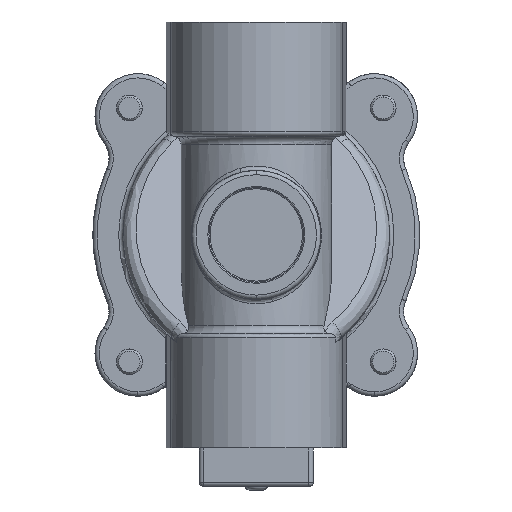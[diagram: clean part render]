
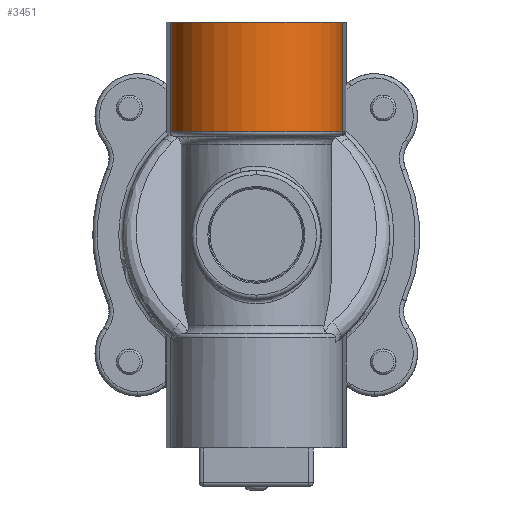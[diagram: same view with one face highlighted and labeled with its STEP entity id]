
A CAD part, front view. The second image highlights one B-rep face of the part: STEP entity #3451.
In plain terms, the highlighted cylindrical face has radius 20 mm (diameter 40 mm), a partial arc.
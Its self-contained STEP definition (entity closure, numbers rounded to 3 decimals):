
#297 = VECTOR ( 'NONE', #14142, 1000. ) ;
#989 = DIRECTION ( 'NONE',  ( -1., 0., 0. ) ) ;
#1023 = DIRECTION ( 'NONE',  ( -1., 0., 0. ) ) ;
#1112 = LINE ( 'NONE', #9136, #297 ) ;
#1172 = VERTEX_POINT ( 'NONE', #3036 ) ;
#2596 = AXIS2_PLACEMENT_3D ( 'NONE', #14729, #12206, #1023 ) ;
#2668 = EDGE_CURVE ( 'NONE', #3128, #5511, #1112, .T. ) ;
#2832 = CARTESIAN_POINT ( 'NONE',  ( -19.985, -0.787, 23.958 ) ) ;
#3036 = CARTESIAN_POINT ( 'NONE',  ( -19.985, -0.787, 49.5 ) ) ;
#3128 = VERTEX_POINT ( 'NONE', #8957 ) ;
#3451 = ADVANCED_FACE ( 'NONE', ( #7874 ), #10797, .T. ) ;
#4289 = DIRECTION ( 'NONE',  ( 0., 0., 1. ) ) ;
#4348 = LINE ( 'NONE', #15341, #4731 ) ;
#4428 = ORIENTED_EDGE ( 'NONE', *, *, #11175, .T. ) ;
#4731 = VECTOR ( 'NONE', #7869, 1000. ) ;
#5511 = VERTEX_POINT ( 'NONE', #10723 ) ;
#5999 = AXIS2_PLACEMENT_3D ( 'NONE', #15900, #8438, #989 ) ;
#7869 = DIRECTION ( 'NONE',  ( 0., 0., -1. ) ) ;
#7874 = FACE_OUTER_BOUND ( 'NONE', #8587, .T. ) ;
#8438 = DIRECTION ( 'NONE',  ( 0., 0., 1. ) ) ;
#8587 = EDGE_LOOP ( 'NONE', ( #14733, #4428, #15409, #13485 ) ) ;
#8957 = CARTESIAN_POINT ( 'NONE',  ( 19.985, -0.787, 49.5 ) ) ;
#9040 = AXIS2_PLACEMENT_3D ( 'NONE', #11731, #4289, #12978 ) ;
#9136 = CARTESIAN_POINT ( 'NONE',  ( 19.985, -0.787, 49.5 ) ) ;
#9671 = VERTEX_POINT ( 'NONE', #2832 ) ;
#10723 = CARTESIAN_POINT ( 'NONE',  ( 19.985, -0.787, 23.958 ) ) ;
#10797 = CYLINDRICAL_SURFACE ( 'NONE', #2596, 20. ) ;
#10823 = CIRCLE ( 'NONE', #5999, 20. ) ;
#11008 = CIRCLE ( 'NONE', #9040, 20. ) ;
#11175 = EDGE_CURVE ( 'NONE', #9671, #5511, #10823, .T. ) ;
#11486 = EDGE_CURVE ( 'NONE', #1172, #3128, #11008, .T. ) ;
#11731 = CARTESIAN_POINT ( 'NONE',  ( 0., 0., 49.5 ) ) ;
#12206 = DIRECTION ( 'NONE',  ( 0., 0., -1. ) ) ;
#12978 = DIRECTION ( 'NONE',  ( 1., 0., 0. ) ) ;
#13073 = EDGE_CURVE ( 'NONE', #1172, #9671, #4348, .T. ) ;
#13485 = ORIENTED_EDGE ( 'NONE', *, *, #11486, .F. ) ;
#14142 = DIRECTION ( 'NONE',  ( 0., 0., -1. ) ) ;
#14729 = CARTESIAN_POINT ( 'NONE',  ( 0., 0., 49.5 ) ) ;
#14733 = ORIENTED_EDGE ( 'NONE', *, *, #13073, .T. ) ;
#15341 = CARTESIAN_POINT ( 'NONE',  ( -19.985, -0.787, 49.5 ) ) ;
#15409 = ORIENTED_EDGE ( 'NONE', *, *, #2668, .F. ) ;
#15900 = CARTESIAN_POINT ( 'NONE',  ( 0., 0., 23.958 ) ) ;
